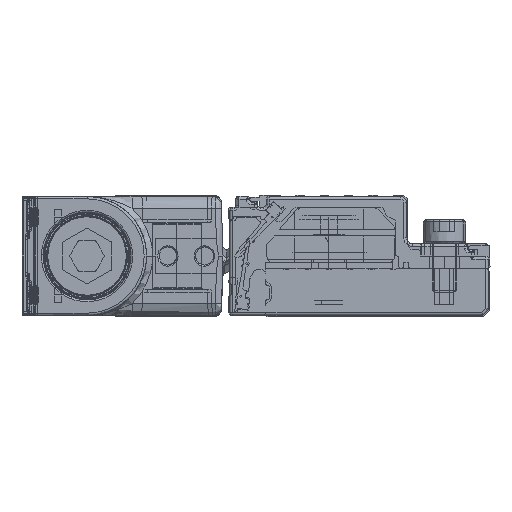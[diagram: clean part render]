
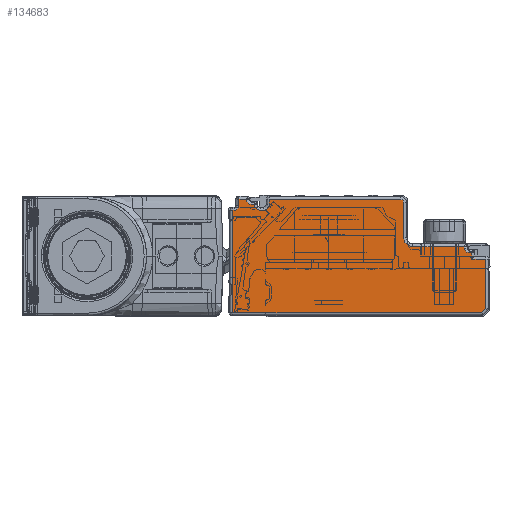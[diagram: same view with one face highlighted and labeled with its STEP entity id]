
A CAD part, left-side view. The second image highlights one B-rep face of the part: STEP entity #134683.
In plain terms, the highlighted planar face has unit normal (-1, 0, 0).
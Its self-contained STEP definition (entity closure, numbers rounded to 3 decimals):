
#134490=AXIS2_PLACEMENT_3D('Circle Axis2P3D',#134488,#134489,$) ;
#134503=AXIS2_PLACEMENT_3D('Plane Axis2P3D',#134500,#134501,#134502) ;
#134523=AXIS2_PLACEMENT_3D('Circle Axis2P3D',#134521,#134522,$) ;
#134542=AXIS2_PLACEMENT_3D('Circle Axis2P3D',#134540,#134541,$) ;
#134563=AXIS2_PLACEMENT_3D('Circle Axis2P3D',#134561,#134562,$) ;
#134577=AXIS2_PLACEMENT_3D('Circle Axis2P3D',#134575,#134576,$) ;
#134591=AXIS2_PLACEMENT_3D('Circle Axis2P3D',#134589,#134590,$) ;
#134612=AXIS2_PLACEMENT_3D('Circle Axis2P3D',#134610,#134611,$) ;
#134136=CARTESIAN_POINT('Vertex',(-2578.,4.2,3.5)) ;
#134143=CARTESIAN_POINT('Vertex',(-2578.,12.7,3.5)) ;
#134146=CARTESIAN_POINT('Line Origine',(-2578.,21.5,3.5)) ;
#134485=CARTESIAN_POINT('Vertex',(-2578.,14.2,5.)) ;
#134488=CARTESIAN_POINT('Axis2P3D Location',(-2578.,12.7,5.)) ;
#134500=CARTESIAN_POINT('Axis2P3D Location',(-2578.,0.2,-7.8)) ;
#134505=CARTESIAN_POINT('Line Origine',(-2578.,3.,2.)) ;
#134509=CARTESIAN_POINT('Vertex',(-2578.,3.,1.5)) ;
#134511=CARTESIAN_POINT('Vertex',(-2578.,3.,2.5)) ;
#134514=CARTESIAN_POINT('Line Origine',(-2578.,3.2,2.5)) ;
#134518=CARTESIAN_POINT('Vertex',(-2578.,3.4,2.5)) ;
#134521=CARTESIAN_POINT('Axis2P3D Location',(-2578.,3.4,3.3)) ;
#134525=CARTESIAN_POINT('Vertex',(-2578.,4.2,3.3)) ;
#134528=CARTESIAN_POINT('Line Origine',(-2578.,4.2,3.4)) ;
#134533=CARTESIAN_POINT('Line Origine',(-2578.,14.2,7.9)) ;
#134537=CARTESIAN_POINT('Vertex',(-2578.,14.2,10.8)) ;
#134540=CARTESIAN_POINT('Axis2P3D Location',(-2578.,14.7,10.8)) ;
#134544=CARTESIAN_POINT('Vertex',(-2578.,14.7,11.3)) ;
#134547=CARTESIAN_POINT('Line Origine',(-2578.,25.5,11.3)) ;
#134551=CARTESIAN_POINT('Vertex',(-2578.,36.3,11.3)) ;
#134554=CARTESIAN_POINT('Line Origine',(-2578.,36.3,10.9)) ;
#134558=CARTESIAN_POINT('Vertex',(-2578.,36.3,10.5)) ;
#134561=CARTESIAN_POINT('Axis2P3D Location',(-2578.,37.3,10.5)) ;
#134565=CARTESIAN_POINT('Vertex',(-2578.,37.3,9.5)) ;
#134568=CARTESIAN_POINT('Line Origine',(-2578.,37.55,9.5)) ;
#134572=CARTESIAN_POINT('Vertex',(-2578.,37.8,9.5)) ;
#134575=CARTESIAN_POINT('Axis2P3D Location',(-2578.,37.8,10.5)) ;
#134579=CARTESIAN_POINT('Vertex',(-2578.,38.8,10.5)) ;
#134582=CARTESIAN_POINT('Line Origine',(-2578.,39.05,10.5)) ;
#134586=CARTESIAN_POINT('Vertex',(-2578.,39.3,10.5)) ;
#134589=CARTESIAN_POINT('Axis2P3D Location',(-2578.,39.3,11.3)) ;
#134593=CARTESIAN_POINT('Vertex',(-2578.,40.1,11.3)) ;
#134596=CARTESIAN_POINT('Line Origine',(-2578.,40.7,11.3)) ;
#134600=CARTESIAN_POINT('Vertex',(-2578.,41.3,11.3)) ;
#134603=CARTESIAN_POINT('Line Origine',(-2578.,41.3,10.8)) ;
#134607=CARTESIAN_POINT('Vertex',(-2578.,41.3,10.3)) ;
#134610=CARTESIAN_POINT('Axis2P3D Location',(-2578.,42.1,10.3)) ;
#134614=CARTESIAN_POINT('Vertex',(-2578.,42.1,9.5)) ;
#134617=CARTESIAN_POINT('Line Origine',(-2578.,42.2,9.5)) ;
#134621=CARTESIAN_POINT('Vertex',(-2578.,42.3,9.5)) ;
#134624=CARTESIAN_POINT('Line Origine',(-2578.,42.3,1.1)) ;
#134628=CARTESIAN_POINT('Vertex',(-2578.,42.3,-7.3)) ;
#134631=CARTESIAN_POINT('Line Origine',(-2578.,21.854,-7.3)) ;
#134635=CARTESIAN_POINT('Vertex',(-2578.,1.407,-7.3)) ;
#134638=CARTESIAN_POINT('Line Origine',(-2578.,1.054,-6.946)) ;
#134642=CARTESIAN_POINT('Vertex',(-2578.,0.7,-6.593)) ;
#134645=CARTESIAN_POINT('Line Origine',(-2578.,0.7,-2.546)) ;
#134649=CARTESIAN_POINT('Vertex',(-2578.,0.7,1.5)) ;
#134652=CARTESIAN_POINT('Line Origine',(-2578.,1.85,1.5)) ;
#134147=DIRECTION('Vector Direction',(0.,-1.,0.)) ;
#134489=DIRECTION('Axis2P3D Direction',(1.,0.,0.)) ;
#134501=DIRECTION('Axis2P3D Direction',(-1.,0.,0.)) ;
#134502=DIRECTION('Axis2P3D XDirection',(0.,0.,1.)) ;
#134506=DIRECTION('Vector Direction',(0.,0.,1.)) ;
#134515=DIRECTION('Vector Direction',(0.,1.,0.)) ;
#134522=DIRECTION('Axis2P3D Direction',(-1.,0.,0.)) ;
#134529=DIRECTION('Vector Direction',(0.,0.,-1.)) ;
#134534=DIRECTION('Vector Direction',(0.,0.,1.)) ;
#134541=DIRECTION('Axis2P3D Direction',(-1.,0.,0.)) ;
#134548=DIRECTION('Vector Direction',(0.,1.,0.)) ;
#134555=DIRECTION('Vector Direction',(0.,0.,-1.)) ;
#134562=DIRECTION('Axis2P3D Direction',(-1.,0.,0.)) ;
#134569=DIRECTION('Vector Direction',(0.,1.,0.)) ;
#134576=DIRECTION('Axis2P3D Direction',(-1.,0.,0.)) ;
#134583=DIRECTION('Vector Direction',(0.,-1.,0.)) ;
#134590=DIRECTION('Axis2P3D Direction',(-1.,0.,0.)) ;
#134597=DIRECTION('Vector Direction',(0.,1.,0.)) ;
#134604=DIRECTION('Vector Direction',(0.,0.,-1.)) ;
#134611=DIRECTION('Axis2P3D Direction',(-1.,0.,0.)) ;
#134618=DIRECTION('Vector Direction',(0.,1.,0.)) ;
#134625=DIRECTION('Vector Direction',(0.,0.,-1.)) ;
#134632=DIRECTION('Vector Direction',(0.,-1.,0.)) ;
#134639=DIRECTION('Vector Direction',(0.,-0.707,0.707)) ;
#134646=DIRECTION('Vector Direction',(0.,0.,1.)) ;
#134653=DIRECTION('Vector Direction',(0.,1.,0.)) ;
#134148=VECTOR('Line Direction',#134147,1.) ;
#134507=VECTOR('Line Direction',#134506,1.) ;
#134516=VECTOR('Line Direction',#134515,1.) ;
#134530=VECTOR('Line Direction',#134529,1.) ;
#134535=VECTOR('Line Direction',#134534,1.) ;
#134549=VECTOR('Line Direction',#134548,1.) ;
#134556=VECTOR('Line Direction',#134555,1.) ;
#134570=VECTOR('Line Direction',#134569,1.) ;
#134584=VECTOR('Line Direction',#134583,1.) ;
#134598=VECTOR('Line Direction',#134597,1.) ;
#134605=VECTOR('Line Direction',#134604,1.) ;
#134619=VECTOR('Line Direction',#134618,1.) ;
#134626=VECTOR('Line Direction',#134625,1.) ;
#134633=VECTOR('Line Direction',#134632,1.) ;
#134640=VECTOR('Line Direction',#134639,1.) ;
#134647=VECTOR('Line Direction',#134646,1.) ;
#134654=VECTOR('Line Direction',#134653,1.) ;
#134658=ORIENTED_EDGE('',*,*,#134513,.T.) ;
#134659=ORIENTED_EDGE('',*,*,#134520,.T.) ;
#134660=ORIENTED_EDGE('',*,*,#134527,.T.) ;
#134661=ORIENTED_EDGE('',*,*,#134532,.T.) ;
#134662=ORIENTED_EDGE('',*,*,#134150,.T.) ;
#134663=ORIENTED_EDGE('',*,*,#134492,.T.) ;
#134664=ORIENTED_EDGE('',*,*,#134539,.T.) ;
#134665=ORIENTED_EDGE('',*,*,#134546,.T.) ;
#134666=ORIENTED_EDGE('',*,*,#134553,.T.) ;
#134667=ORIENTED_EDGE('',*,*,#134560,.T.) ;
#134668=ORIENTED_EDGE('',*,*,#134567,.T.) ;
#134669=ORIENTED_EDGE('',*,*,#134574,.T.) ;
#134670=ORIENTED_EDGE('',*,*,#134581,.T.) ;
#134671=ORIENTED_EDGE('',*,*,#134588,.T.) ;
#134672=ORIENTED_EDGE('',*,*,#134595,.T.) ;
#134673=ORIENTED_EDGE('',*,*,#134602,.T.) ;
#134674=ORIENTED_EDGE('',*,*,#134609,.T.) ;
#134675=ORIENTED_EDGE('',*,*,#134616,.T.) ;
#134676=ORIENTED_EDGE('',*,*,#134623,.T.) ;
#134677=ORIENTED_EDGE('',*,*,#134630,.T.) ;
#134678=ORIENTED_EDGE('',*,*,#134637,.T.) ;
#134679=ORIENTED_EDGE('',*,*,#134644,.T.) ;
#134680=ORIENTED_EDGE('',*,*,#134651,.T.) ;
#134681=ORIENTED_EDGE('',*,*,#134656,.T.) ;
#134683=ADVANCED_FACE('\X2\FF8AFF9FFF70FF82\X0\ \X2\FF8EFF9EFF83FF9EFF68FF70\X0\',(#134682),#134504,.T.) ;
#134491=CIRCLE('generated circle',#134490,1.5) ;
#134524=CIRCLE('generated circle',#134523,0.8) ;
#134543=CIRCLE('generated circle',#134542,0.5) ;
#134564=CIRCLE('generated circle',#134563,1.) ;
#134578=CIRCLE('generated circle',#134577,1.) ;
#134592=CIRCLE('generated circle',#134591,0.8) ;
#134613=CIRCLE('generated circle',#134612,0.8) ;
#134150=EDGE_CURVE('',#134137,#134144,#134149,.F.) ;
#134492=EDGE_CURVE('',#134144,#134486,#134491,.T.) ;
#134513=EDGE_CURVE('',#134510,#134512,#134508,.T.) ;
#134520=EDGE_CURVE('',#134512,#134519,#134517,.T.) ;
#134527=EDGE_CURVE('',#134519,#134526,#134524,.F.) ;
#134532=EDGE_CURVE('',#134526,#134137,#134531,.F.) ;
#134539=EDGE_CURVE('',#134486,#134538,#134536,.T.) ;
#134546=EDGE_CURVE('',#134538,#134545,#134543,.T.) ;
#134553=EDGE_CURVE('',#134545,#134552,#134550,.T.) ;
#134560=EDGE_CURVE('',#134552,#134559,#134557,.T.) ;
#134567=EDGE_CURVE('',#134559,#134566,#134564,.F.) ;
#134574=EDGE_CURVE('',#134566,#134573,#134571,.T.) ;
#134581=EDGE_CURVE('',#134573,#134580,#134578,.F.) ;
#134588=EDGE_CURVE('',#134580,#134587,#134585,.F.) ;
#134595=EDGE_CURVE('',#134587,#134594,#134592,.F.) ;
#134602=EDGE_CURVE('',#134594,#134601,#134599,.T.) ;
#134609=EDGE_CURVE('',#134601,#134608,#134606,.T.) ;
#134616=EDGE_CURVE('',#134608,#134615,#134613,.F.) ;
#134623=EDGE_CURVE('',#134615,#134622,#134620,.T.) ;
#134630=EDGE_CURVE('',#134622,#134629,#134627,.T.) ;
#134637=EDGE_CURVE('',#134629,#134636,#134634,.T.) ;
#134644=EDGE_CURVE('',#134636,#134643,#134641,.T.) ;
#134651=EDGE_CURVE('',#134643,#134650,#134648,.T.) ;
#134656=EDGE_CURVE('',#134650,#134510,#134655,.T.) ;
#134657=EDGE_LOOP('',(#134658,#134659,#134660,#134661,#134662,#134663,#134664,#134665,#134666,#134667,#134668,#134669,#134670,#134671,#134672,#134673,#134674,#134675,#134676,#134677,#134678,#134679,#134680,#134681)) ;
#134682=FACE_OUTER_BOUND('',#134657,.T.) ;
#134149=LINE('Line',#134146,#134148) ;
#134508=LINE('Line',#134505,#134507) ;
#134517=LINE('Line',#134514,#134516) ;
#134531=LINE('Line',#134528,#134530) ;
#134536=LINE('Line',#134533,#134535) ;
#134550=LINE('Line',#134547,#134549) ;
#134557=LINE('Line',#134554,#134556) ;
#134571=LINE('Line',#134568,#134570) ;
#134585=LINE('Line',#134582,#134584) ;
#134599=LINE('Line',#134596,#134598) ;
#134606=LINE('Line',#134603,#134605) ;
#134620=LINE('Line',#134617,#134619) ;
#134627=LINE('Line',#134624,#134626) ;
#134634=LINE('Line',#134631,#134633) ;
#134641=LINE('Line',#134638,#134640) ;
#134648=LINE('Line',#134645,#134647) ;
#134655=LINE('Line',#134652,#134654) ;
#134504=PLANE('',#134503) ;
#134137=VERTEX_POINT('',#134136) ;
#134144=VERTEX_POINT('',#134143) ;
#134486=VERTEX_POINT('',#134485) ;
#134510=VERTEX_POINT('',#134509) ;
#134512=VERTEX_POINT('',#134511) ;
#134519=VERTEX_POINT('',#134518) ;
#134526=VERTEX_POINT('',#134525) ;
#134538=VERTEX_POINT('',#134537) ;
#134545=VERTEX_POINT('',#134544) ;
#134552=VERTEX_POINT('',#134551) ;
#134559=VERTEX_POINT('',#134558) ;
#134566=VERTEX_POINT('',#134565) ;
#134573=VERTEX_POINT('',#134572) ;
#134580=VERTEX_POINT('',#134579) ;
#134587=VERTEX_POINT('',#134586) ;
#134594=VERTEX_POINT('',#134593) ;
#134601=VERTEX_POINT('',#134600) ;
#134608=VERTEX_POINT('',#134607) ;
#134615=VERTEX_POINT('',#134614) ;
#134622=VERTEX_POINT('',#134621) ;
#134629=VERTEX_POINT('',#134628) ;
#134636=VERTEX_POINT('',#134635) ;
#134643=VERTEX_POINT('',#134642) ;
#134650=VERTEX_POINT('',#134649) ;
